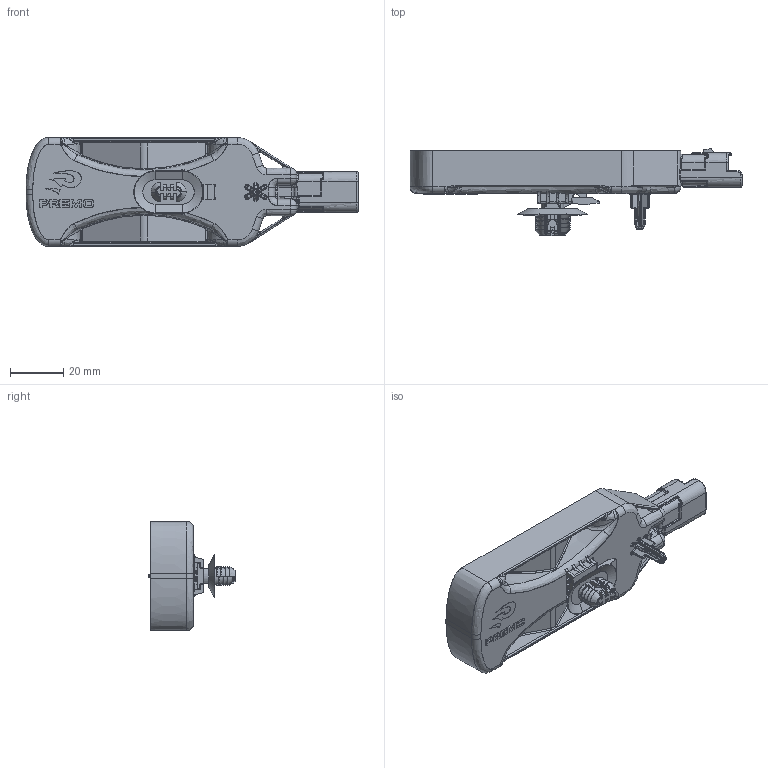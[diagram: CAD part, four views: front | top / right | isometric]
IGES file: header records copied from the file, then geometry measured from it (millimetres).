
Start section: SolidWorks IGES file using analytic representation for surfaces
Global section: file name: LFAD-MR.IGS; native system: SolidWorks 2018; preprocessor: SolidWorks 2018; author: miguel.ariza; date: 191022.142139; units: millimetre
Bounding box: 125.05 x 32.79 x 41 mm (x, y, z)
Surface area: 32691.3 mm2 (no closed solid volume)
Topology: 0 solids, 0 shells, 1740 faces, 13114 edges, 13014 vertices
Faces by surface type: bspline 996, revolution 744
